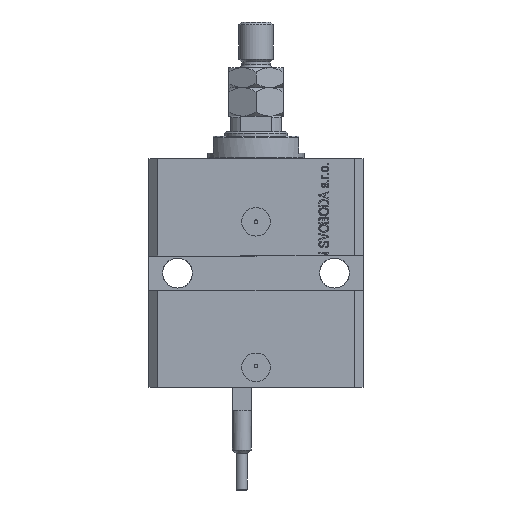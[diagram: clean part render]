
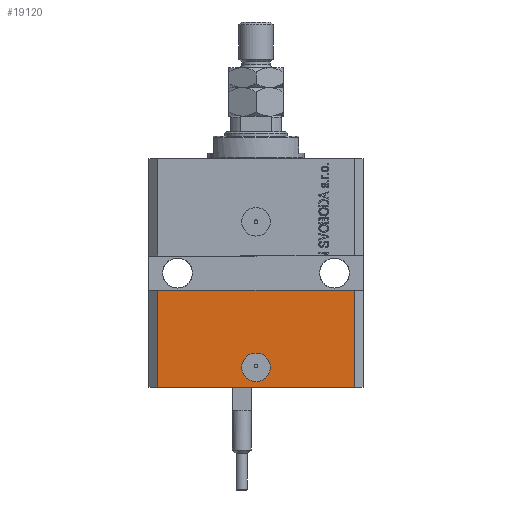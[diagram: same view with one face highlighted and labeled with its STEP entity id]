
A CAD part, front view. The second image highlights one B-rep face of the part: STEP entity #19120.
In plain terms, the highlighted planar face has unit normal (0, -1, 0).
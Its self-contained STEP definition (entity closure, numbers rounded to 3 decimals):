
#582 = VECTOR ( 'NONE', #18866, 1000. ) ;
#752 = CARTESIAN_POINT ( 'NONE',  ( 34.5, -27.5, -80. ) ) ;
#1060 = CARTESIAN_POINT ( 'NONE',  ( 5., -27.5, -73. ) ) ;
#2980 = EDGE_CURVE ( 'NONE', #19406, #38907, #40405, .T. ) ;
#2995 = EDGE_CURVE ( 'NONE', #7294, #19406, #47611, .T. ) ;
#3687 = LINE ( 'NONE', #15137, #582 ) ;
#6332 = DIRECTION ( 'NONE',  ( 1., 0., 0. ) ) ;
#6640 = DIRECTION ( 'NONE',  ( 0., 0., 1. ) ) ;
#6793 = CIRCLE ( 'NONE', #44138, 5. ) ;
#7294 = VERTEX_POINT ( 'NONE', #47308 ) ;
#8806 = CIRCLE ( 'NONE', #16758, 5. ) ;
#10867 = LINE ( 'NONE', #44687, #12532 ) ;
#12373 = EDGE_LOOP ( 'NONE', ( #29131, #21685 ) ) ;
#12532 = VECTOR ( 'NONE', #6640, 1000. ) ;
#12993 = FACE_OUTER_BOUND ( 'NONE', #13999, .T. ) ;
#13702 = DIRECTION ( 'NONE',  ( 1., 0., 0. ) ) ;
#13999 = EDGE_LOOP ( 'NONE', ( #25245, #40472, #48203, #34897 ) ) ;
#14142 = FACE_BOUND ( 'NONE', #12373, .T. ) ;
#15137 = CARTESIAN_POINT ( 'NONE',  ( -34.5, -27.5, -80. ) ) ;
#15937 = DIRECTION ( 'NONE',  ( 0., -1., 0. ) ) ;
#16758 = AXIS2_PLACEMENT_3D ( 'NONE', #19422, #15937, #34844 ) ;
#18866 = DIRECTION ( 'NONE',  ( 1., 0., 0. ) ) ;
#19120 = ADVANCED_FACE ( 'NONE', ( #14142, #12993 ), #25813, .T. ) ;
#19406 = VERTEX_POINT ( 'NONE', #23254 ) ;
#19422 = CARTESIAN_POINT ( 'NONE',  ( 0., -27.5, -73. ) ) ;
#20963 = EDGE_CURVE ( 'NONE', #32501, #46445, #8806, .T. ) ;
#21010 = CARTESIAN_POINT ( 'NONE',  ( -37.5, -27.5, -46. ) ) ;
#21685 = ORIENTED_EDGE ( 'NONE', *, *, #29967, .F. ) ;
#21730 = CARTESIAN_POINT ( 'NONE',  ( -5., -27.5, -73. ) ) ;
#23254 = CARTESIAN_POINT ( 'NONE',  ( -34.5, -27.5, -46. ) ) ;
#24349 = VERTEX_POINT ( 'NONE', #752 ) ;
#25130 = DIRECTION ( 'NONE',  ( 0., -1., 0. ) ) ;
#25245 = ORIENTED_EDGE ( 'NONE', *, *, #2980, .F. ) ;
#25813 = PLANE ( 'NONE',  #30199 ) ;
#29131 = ORIENTED_EDGE ( 'NONE', *, *, #20963, .F. ) ;
#29967 = EDGE_CURVE ( 'NONE', #46445, #32501, #6793, .T. ) ;
#30199 = AXIS2_PLACEMENT_3D ( 'NONE', #48435, #48188, #35866 ) ;
#32501 = VERTEX_POINT ( 'NONE', #1060 ) ;
#33635 = EDGE_CURVE ( 'NONE', #7294, #24349, #3687, .T. ) ;
#34844 = DIRECTION ( 'NONE',  ( 1., 0., 0. ) ) ;
#34897 = ORIENTED_EDGE ( 'NONE', *, *, #37172, .T. ) ;
#35866 = DIRECTION ( 'NONE',  ( 0., 0., -1. ) ) ;
#36186 = DIRECTION ( 'NONE',  ( 0., 0., 1. ) ) ;
#36573 = CARTESIAN_POINT ( 'NONE',  ( 34.5, -27.5, -46. ) ) ;
#37172 = EDGE_CURVE ( 'NONE', #24349, #38907, #10867, .T. ) ;
#38907 = VERTEX_POINT ( 'NONE', #36573 ) ;
#39920 = CARTESIAN_POINT ( 'NONE',  ( -34.5, -27.5, -80. ) ) ;
#40405 = LINE ( 'NONE', #21010, #46375 ) ;
#40472 = ORIENTED_EDGE ( 'NONE', *, *, #2995, .F. ) ;
#43789 = CARTESIAN_POINT ( 'NONE',  ( 0., -27.5, -73. ) ) ;
#44138 = AXIS2_PLACEMENT_3D ( 'NONE', #43789, #25130, #13702 ) ;
#44687 = CARTESIAN_POINT ( 'NONE',  ( 34.5, -27.5, -80. ) ) ;
#46375 = VECTOR ( 'NONE', #6332, 1000. ) ;
#46445 = VERTEX_POINT ( 'NONE', #21730 ) ;
#47308 = CARTESIAN_POINT ( 'NONE',  ( -34.5, -27.5, -80. ) ) ;
#47611 = LINE ( 'NONE', #39920, #47954 ) ;
#47954 = VECTOR ( 'NONE', #36186, 1000. ) ;
#48188 = DIRECTION ( 'NONE',  ( 0., -1., 0. ) ) ;
#48203 = ORIENTED_EDGE ( 'NONE', *, *, #33635, .T. ) ;
#48435 = CARTESIAN_POINT ( 'NONE',  ( -34.5, -27.5, -80. ) ) ;
